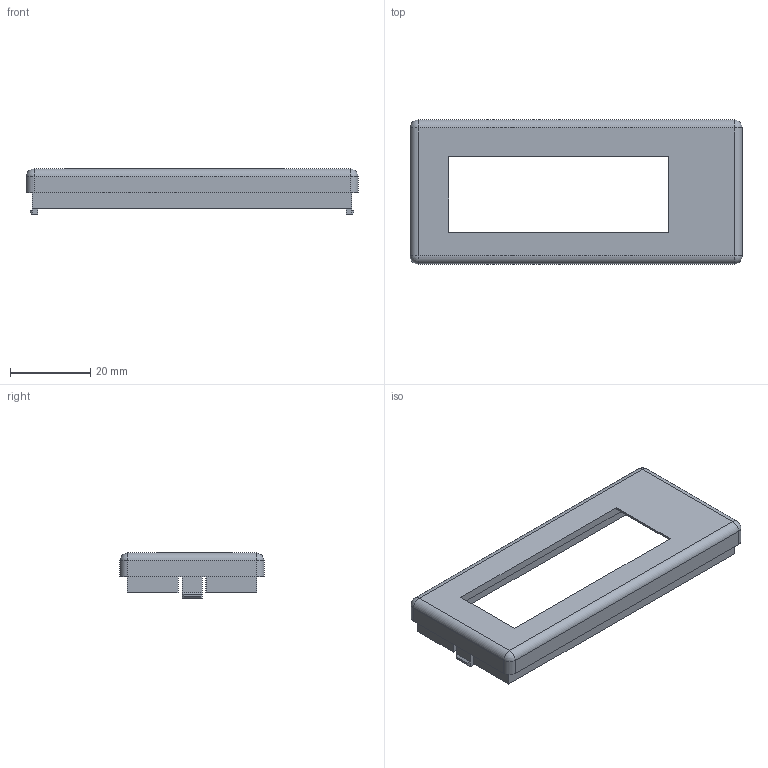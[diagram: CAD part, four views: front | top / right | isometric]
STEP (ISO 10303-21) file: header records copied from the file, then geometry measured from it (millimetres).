
FILE_DESCRIPTION(('FreeCAD Model'),'2;1');
FILE_NAME('Open CASCADE Shape Model','2025-05-18T22:31:40',(''),(''), 'Open CASCADE STEP processor 7.7','FreeCAD','Unknown');
FILE_SCHEMA(('AUTOMOTIVE_DESIGN { 1 0 10303 214 1 1 1 1 }'));
Length unit declared in the file: millimetre
Products named in the file (1): CaseLid
Bounding box: 83 x 36 x 11.5 mm (x, y, z)
Volume: 6988.4 mm3; surface area: 8109.4 mm2
Topology: 1 solids, 1 shells, 89 faces, 230 edges, 144 vertices
Faces by surface type: plane 53, bspline 24, cylinder 8, sphere 4
Entity records: 2616 total; most frequent: CARTESIAN_POINT 560, ORIENTED_EDGE 452, DIRECTION 346, EDGE_CURVE 226, LINE 182, VECTOR 182, VERTEX_POINT 144, FACE_BOUND 96
